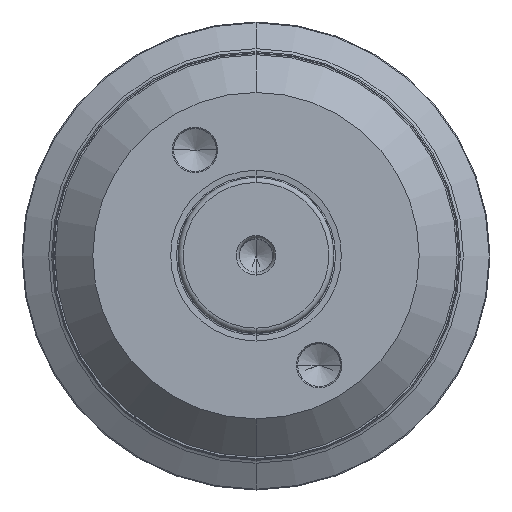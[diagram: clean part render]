
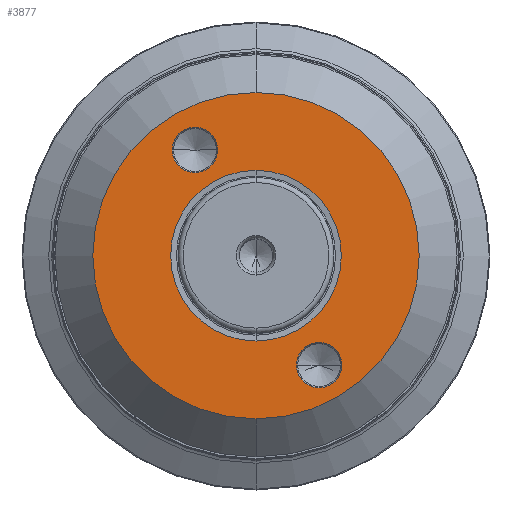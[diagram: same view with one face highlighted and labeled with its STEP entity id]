
A CAD part, top view. The second image highlights one B-rep face of the part: STEP entity #3877.
In plain terms, the highlighted face is planar.
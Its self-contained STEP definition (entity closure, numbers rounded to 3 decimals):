
#2006=CARTESIAN_POINT('',(0.,0.,0.));
#2007=DIRECTION('',(0.,0.,-1.));
#2008=DIRECTION('',(0.,1.,0.));
#2009=AXIS2_PLACEMENT_3D('',#2006,#2007,#2008);
#2014=CARTESIAN_POINT('',(0.,0.,0.));
#2015=DIRECTION('',(0.,0.,-1.));
#2016=DIRECTION('',(0.,-1.,0.));
#2017=AXIS2_PLACEMENT_3D('',#2014,#2015,#2016);
#2022=CARTESIAN_POINT('',(14.5,25.115,0.));
#2023=DIRECTION('',(0.,0.,1.));
#2024=DIRECTION('',(-1.,0.,0.));
#2025=AXIS2_PLACEMENT_3D('',#2022,#2023,#2024);
#2030=CARTESIAN_POINT('',(14.5,25.115,0.));
#2031=DIRECTION('',(0.,0.,1.));
#2032=DIRECTION('',(1.,0.,0.));
#2033=AXIS2_PLACEMENT_3D('',#2030,#2031,#2032);
#2038=CARTESIAN_POINT('',(-15.,-25.981,0.));
#2039=DIRECTION('',(0.,0.,1.));
#2040=DIRECTION('',(-1.,0.,0.));
#2041=AXIS2_PLACEMENT_3D('',#2038,#2039,#2040);
#2046=CARTESIAN_POINT('',(-15.,-25.981,0.));
#2047=DIRECTION('',(0.,0.,1.));
#2048=DIRECTION('',(1.,0.,0.));
#2049=AXIS2_PLACEMENT_3D('',#2046,#2047,#2048);
#2068=CARTESIAN_POINT('',(0.,0.,0.));
#2069=DIRECTION('',(0.,0.,1.));
#2070=DIRECTION('',(0.,1.,0.));
#2071=AXIS2_PLACEMENT_3D('',#2068,#2069,#2070);
#2076=CARTESIAN_POINT('',(0.,0.,0.));
#2077=DIRECTION('',(0.,0.,1.));
#2078=DIRECTION('',(0.,-1.,0.));
#2079=AXIS2_PLACEMENT_3D('',#2076,#2077,#2078);
#2670=CARTESIAN_POINT('',(0.,38.75,0.));
#2672=VERTEX_POINT('',#2670);
#2681=CARTESIAN_POINT('',(0.,-38.75,0.));
#2683=VERTEX_POINT('',#2681);
#2703=CARTESIAN_POINT('',(0.,20.265,0.));
#2704=VERTEX_POINT('',#2703);
#2707=CARTESIAN_POINT('',(0.,-20.265,0.));
#2708=VERTEX_POINT('',#2707);
#2727=CARTESIAN_POINT('',(9.111,25.115,0.));
#2728=VERTEX_POINT('',#2727);
#2729=CARTESIAN_POINT('',(19.889,25.115,0.));
#2730=VERTEX_POINT('',#2729);
#2741=CARTESIAN_POINT('',(-20.389,-25.981,0.));
#2742=VERTEX_POINT('',#2741);
#2743=CARTESIAN_POINT('',(-9.611,-25.981,0.));
#2744=VERTEX_POINT('',#2743);
#3850=CARTESIAN_POINT('',(0.,0.,0.));
#3851=DIRECTION('',(0.,0.,-1.));
#3852=DIRECTION('',(0.,-1.,0.));
#3853=AXIS2_PLACEMENT_3D('',#3850,#3851,#3852);
#3854=PLANE('',#3853);
#3856=ORIENTED_EDGE('',*,*,#3855,.T.);
#3858=ORIENTED_EDGE('',*,*,#3857,.T.);
#3859=EDGE_LOOP('',(#3856,#3858));
#3860=FACE_OUTER_BOUND('',#3859,.F.);
#3861=ORIENTED_EDGE('',*,*,#3845,.T.);
#3862=ORIENTED_EDGE('',*,*,#3829,.T.);
#3863=EDGE_LOOP('',(#3861,#3862));
#3864=FACE_BOUND('',#3863,.F.);
#3866=ORIENTED_EDGE('',*,*,#3865,.F.);
#3868=ORIENTED_EDGE('',*,*,#3867,.F.);
#3869=EDGE_LOOP('',(#3866,#3868));
#3870=FACE_BOUND('',#3869,.F.);
#3872=ORIENTED_EDGE('',*,*,#3871,.F.);
#3874=ORIENTED_EDGE('',*,*,#3873,.F.);
#3875=EDGE_LOOP('',(#3872,#3874));
#3876=FACE_BOUND('',#3875,.F.);
#2010=CIRCLE('',#2009,20.265);
#2018=CIRCLE('',#2017,20.265);
#2026=CIRCLE('',#2025,5.389);
#2034=CIRCLE('',#2033,5.389);
#2042=CIRCLE('',#2041,5.389);
#2050=CIRCLE('',#2049,5.389);
#2072=CIRCLE('',#2071,38.75);
#2080=CIRCLE('',#2079,38.75);
#3829=EDGE_CURVE('',#2708,#2704,#2018,.T.);
#3845=EDGE_CURVE('',#2704,#2708,#2010,.T.);
#3855=EDGE_CURVE('',#2672,#2683,#2072,.T.);
#3857=EDGE_CURVE('',#2683,#2672,#2080,.T.);
#3865=EDGE_CURVE('',#2728,#2730,#2026,.T.);
#3867=EDGE_CURVE('',#2730,#2728,#2034,.T.);
#3871=EDGE_CURVE('',#2742,#2744,#2042,.T.);
#3873=EDGE_CURVE('',#2744,#2742,#2050,.T.);
#3877=ADVANCED_FACE('',(#3860,#3864,#3870,#3876),#3854,.T.);
